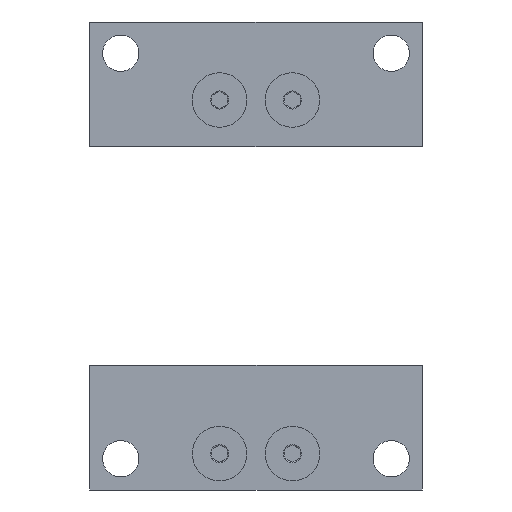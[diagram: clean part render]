
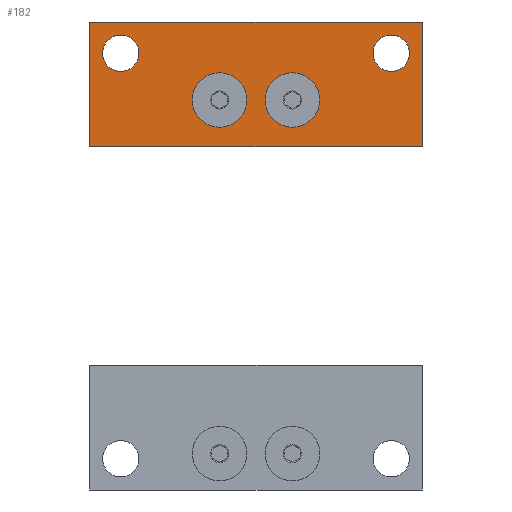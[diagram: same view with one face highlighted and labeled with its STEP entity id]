
A CAD part, front view. The second image highlights one B-rep face of the part: STEP entity #182.
In plain terms, the highlighted planar face has unit normal (0, -1, 0).
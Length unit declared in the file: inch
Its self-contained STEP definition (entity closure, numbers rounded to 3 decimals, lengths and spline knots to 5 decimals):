
#29 = DIRECTION ( 'NONE',  ( -1., 0., 0. ) ) ;
#182 = ADVANCED_FACE ( 'NONE', ( #11733, #4646, #2298, #15307, #9465 ), #7068, .T. ) ;
#382 = EDGE_CURVE ( 'NONE', #13436, #2453, #1552, .T. ) ;
#550 = CARTESIAN_POINT ( 'NONE',  ( 1.625, 0., 0.375 ) ) ;
#649 = CARTESIAN_POINT ( 'NONE',  ( 1.625, 0., 0.375 ) ) ;
#659 = DIRECTION ( 'NONE',  ( 0., 0., -1. ) ) ;
#685 = CARTESIAN_POINT ( 'NONE',  ( -0.438, 0., -0.1875 ) ) ;
#702 = DIRECTION ( 'NONE',  ( 0., -1., 0. ) ) ;
#730 = DIRECTION ( 'NONE',  ( 0., 0., 1. ) ) ;
#873 = CIRCLE ( 'NONE', #12336, 0.2185 ) ;
#963 = DIRECTION ( 'NONE',  ( 0., 0., -1. ) ) ;
#1158 = VERTEX_POINT ( 'NONE', #2513 ) ;
#1552 = CIRCLE ( 'NONE', #4069, 0.328 ) ;
#1810 = VERTEX_POINT ( 'NONE', #14070 ) ;
#2061 = DIRECTION ( 'NONE',  ( 0., 1., 0. ) ) ;
#2207 = CARTESIAN_POINT ( 'NONE',  ( 0.437, 0., 0.1405 ) ) ;
#2265 = EDGE_CURVE ( 'NONE', #6580, #1810, #12389, .T. ) ;
#2298 = FACE_BOUND ( 'NONE', #7657, .T. ) ;
#2453 = VERTEX_POINT ( 'NONE', #2207 ) ;
#2465 = EDGE_LOOP ( 'NONE', ( #15373, #11079 ) ) ;
#2513 = CARTESIAN_POINT ( 'NONE',  ( 2., 0., 0.75 ) ) ;
#2756 = DIRECTION ( 'NONE',  ( 0., 0., -1. ) ) ;
#3364 = EDGE_LOOP ( 'NONE', ( #12704, #11977, #9408, #10482 ) ) ;
#3445 = AXIS2_PLACEMENT_3D ( 'NONE', #6598, #5195, #4099 ) ;
#3495 = DIRECTION ( 'NONE',  ( 0., 0., -1. ) ) ;
#3584 = VECTOR ( 'NONE', #659, 39.37008 ) ;
#3695 = VERTEX_POINT ( 'NONE', #7991 ) ;
#3718 = CARTESIAN_POINT ( 'NONE',  ( -0.438, 0., -0.5155 ) ) ;
#3810 = VECTOR ( 'NONE', #29, 39.37008 ) ;
#3938 = CARTESIAN_POINT ( 'NONE',  ( -2., 0., -0.75 ) ) ;
#4069 = AXIS2_PLACEMENT_3D ( 'NONE', #13590, #702, #7669 ) ;
#4099 = DIRECTION ( 'NONE',  ( 0., 0., -1. ) ) ;
#4148 = CARTESIAN_POINT ( 'NONE',  ( -0.438, 0., 0.1405 ) ) ;
#4311 = AXIS2_PLACEMENT_3D ( 'NONE', #13074, #8172, #3495 ) ;
#4514 = EDGE_CURVE ( 'NONE', #3695, #1158, #11381, .T. ) ;
#4646 = FACE_BOUND ( 'NONE', #2465, .T. ) ;
#5195 = DIRECTION ( 'NONE',  ( 0., 1., 0. ) ) ;
#5336 = DIRECTION ( 'NONE',  ( 0., 1., 0. ) ) ;
#5585 = AXIS2_PLACEMENT_3D ( 'NONE', #685, #11233, #10286 ) ;
#5829 = CARTESIAN_POINT ( 'NONE',  ( 2., 0., -0.75 ) ) ;
#5935 = VECTOR ( 'NONE', #730, 39.37008 ) ;
#5993 = EDGE_CURVE ( 'NONE', #2453, #13436, #10211, .T. ) ;
#6242 = CARTESIAN_POINT ( 'NONE',  ( -1.625, 0., 0.5935 ) ) ;
#6369 = VERTEX_POINT ( 'NONE', #13246 ) ;
#6580 = VERTEX_POINT ( 'NONE', #6242 ) ;
#6598 = CARTESIAN_POINT ( 'NONE',  ( -1.625, 0., 0.375 ) ) ;
#6634 = EDGE_CURVE ( 'NONE', #6964, #10683, #13946, .T. ) ;
#6653 = ORIENTED_EDGE ( 'NONE', *, *, #6634, .F. ) ;
#6681 = ORIENTED_EDGE ( 'NONE', *, *, #12709, .T. ) ;
#6724 = EDGE_CURVE ( 'NONE', #14935, #3695, #13925, .T. ) ;
#6946 = DIRECTION ( 'NONE',  ( 0., -1., 0. ) ) ;
#6964 = VERTEX_POINT ( 'NONE', #3718 ) ;
#7011 = VECTOR ( 'NONE', #11531, 39.37008 ) ;
#7068 = PLANE ( 'NONE',  #11027 ) ;
#7657 = EDGE_LOOP ( 'NONE', ( #6681, #9834 ) ) ;
#7669 = DIRECTION ( 'NONE',  ( 0., 0., -1. ) ) ;
#7799 = EDGE_CURVE ( 'NONE', #1158, #15285, #11205, .T. ) ;
#7991 = CARTESIAN_POINT ( 'NONE',  ( -2., 0., 0.75 ) ) ;
#8172 = DIRECTION ( 'NONE',  ( 0., 1., 0. ) ) ;
#9024 = CIRCLE ( 'NONE', #4311, 0.2185 ) ;
#9178 = CARTESIAN_POINT ( 'NONE',  ( -0.438, 0., -0.1875 ) ) ;
#9408 = ORIENTED_EDGE ( 'NONE', *, *, #6724, .F. ) ;
#9410 = VERTEX_POINT ( 'NONE', #10660 ) ;
#9465 = FACE_OUTER_BOUND ( 'NONE', #3364, .T. ) ;
#9539 = AXIS2_PLACEMENT_3D ( 'NONE', #550, #5336, #2756 ) ;
#9716 = AXIS2_PLACEMENT_3D ( 'NONE', #9178, #11356, #963 ) ;
#9834 = ORIENTED_EDGE ( 'NONE', *, *, #13466, .T. ) ;
#10211 = CIRCLE ( 'NONE', #12446, 0.328 ) ;
#10286 = DIRECTION ( 'NONE',  ( 0., 0., -1. ) ) ;
#10482 = ORIENTED_EDGE ( 'NONE', *, *, #11470, .F. ) ;
#10533 = EDGE_LOOP ( 'NONE', ( #6653, #11899 ) ) ;
#10591 = CARTESIAN_POINT ( 'NONE',  ( -2., 0., -0.75 ) ) ;
#10645 = DIRECTION ( 'NONE',  ( 0., 0., -1. ) ) ;
#10660 = CARTESIAN_POINT ( 'NONE',  ( 1.625, 0., 0.1565 ) ) ;
#10683 = VERTEX_POINT ( 'NONE', #4148 ) ;
#10697 = EDGE_CURVE ( 'NONE', #10683, #6964, #12282, .T. ) ;
#10794 = DIRECTION ( 'NONE',  ( 0., -1., 0. ) ) ;
#10945 = CARTESIAN_POINT ( 'NONE',  ( 0.437, 0., -0.5155 ) ) ;
#11027 = AXIS2_PLACEMENT_3D ( 'NONE', #5829, #10794, #10645 ) ;
#11079 = ORIENTED_EDGE ( 'NONE', *, *, #5993, .F. ) ;
#11158 = EDGE_LOOP ( 'NONE', ( #11321, #12785 ) ) ;
#11205 = LINE ( 'NONE', #12217, #3584 ) ;
#11233 = DIRECTION ( 'NONE',  ( 0., -1., 0. ) ) ;
#11279 = EDGE_CURVE ( 'NONE', #1810, #6580, #9024, .T. ) ;
#11321 = ORIENTED_EDGE ( 'NONE', *, *, #2265, .T. ) ;
#11356 = DIRECTION ( 'NONE',  ( 0., -1., 0. ) ) ;
#11381 = LINE ( 'NONE', #13950, #7011 ) ;
#11470 = EDGE_CURVE ( 'NONE', #15285, #14935, #12918, .T. ) ;
#11531 = DIRECTION ( 'NONE',  ( 1., 0., 0. ) ) ;
#11584 = CARTESIAN_POINT ( 'NONE',  ( -2., 0., 0.75 ) ) ;
#11733 = FACE_BOUND ( 'NONE', #10533, .T. ) ;
#11899 = ORIENTED_EDGE ( 'NONE', *, *, #10697, .F. ) ;
#11977 = ORIENTED_EDGE ( 'NONE', *, *, #4514, .F. ) ;
#12217 = CARTESIAN_POINT ( 'NONE',  ( 2., 0., 0.75 ) ) ;
#12282 = CIRCLE ( 'NONE', #5585, 0.328 ) ;
#12336 = AXIS2_PLACEMENT_3D ( 'NONE', #649, #2061, #12511 ) ;
#12389 = CIRCLE ( 'NONE', #3445, 0.2185 ) ;
#12446 = AXIS2_PLACEMENT_3D ( 'NONE', #12926, #6946, #14093 ) ;
#12511 = DIRECTION ( 'NONE',  ( 0., 0., -1. ) ) ;
#12704 = ORIENTED_EDGE ( 'NONE', *, *, #7799, .F. ) ;
#12709 = EDGE_CURVE ( 'NONE', #6369, #9410, #15262, .T. ) ;
#12785 = ORIENTED_EDGE ( 'NONE', *, *, #11279, .T. ) ;
#12918 = LINE ( 'NONE', #10591, #3810 ) ;
#12926 = CARTESIAN_POINT ( 'NONE',  ( 0.437, 0., -0.1875 ) ) ;
#13074 = CARTESIAN_POINT ( 'NONE',  ( -1.625, 0., 0.375 ) ) ;
#13246 = CARTESIAN_POINT ( 'NONE',  ( 1.625, 0., 0.5935 ) ) ;
#13436 = VERTEX_POINT ( 'NONE', #10945 ) ;
#13466 = EDGE_CURVE ( 'NONE', #9410, #6369, #873, .T. ) ;
#13590 = CARTESIAN_POINT ( 'NONE',  ( 0.437, 0., -0.1875 ) ) ;
#13925 = LINE ( 'NONE', #11584, #5935 ) ;
#13946 = CIRCLE ( 'NONE', #9716, 0.328 ) ;
#13950 = CARTESIAN_POINT ( 'NONE',  ( -2., 0., 0.75 ) ) ;
#14070 = CARTESIAN_POINT ( 'NONE',  ( -1.625, 0., 0.1565 ) ) ;
#14093 = DIRECTION ( 'NONE',  ( 0., 0., -1. ) ) ;
#14935 = VERTEX_POINT ( 'NONE', #3938 ) ;
#14974 = CARTESIAN_POINT ( 'NONE',  ( 2., 0., -0.75 ) ) ;
#15262 = CIRCLE ( 'NONE', #9539, 0.2185 ) ;
#15285 = VERTEX_POINT ( 'NONE', #14974 ) ;
#15307 = FACE_BOUND ( 'NONE', #11158, .T. ) ;
#15373 = ORIENTED_EDGE ( 'NONE', *, *, #382, .F. ) ;
